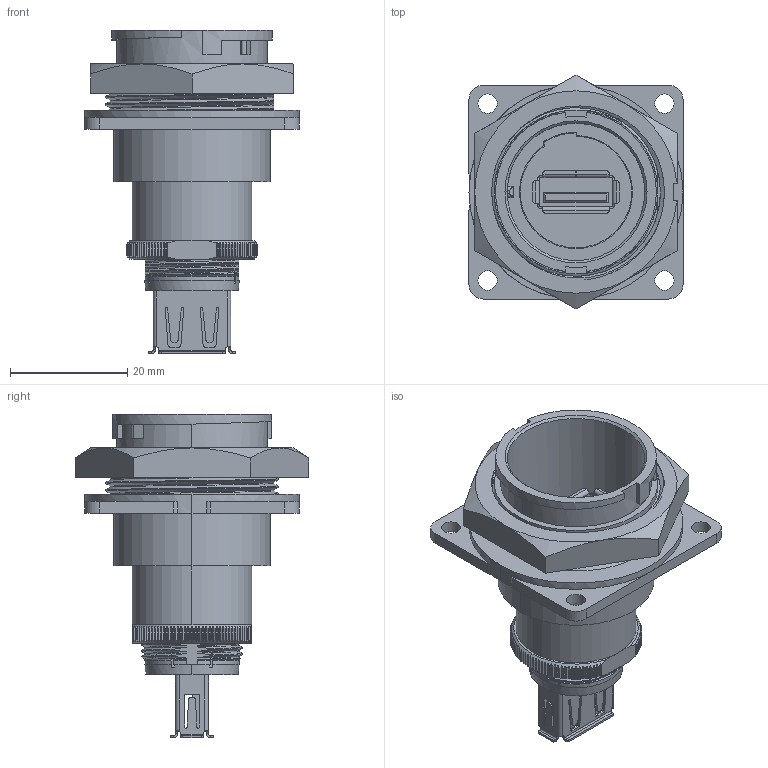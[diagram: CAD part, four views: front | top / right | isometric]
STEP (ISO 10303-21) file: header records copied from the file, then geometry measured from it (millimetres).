
FILE_DESCRIPTION (( 'STEP AP203' ), '1' );
FILE_NAME ('DCP-USBA SERIES.STEP', '2016-04-29T14:07:35', ( '' ), ( '' ), 'SwSTEP 2.0', 'SolidWorks 2014', '' );
FILE_SCHEMA (( 'CONFIG_CONTROL_DESIGN' ));
Products named in the file (1): DCP-USBA SERIES
Bounding box: 36.53 x 39.89 x 55.15 mm (x, y, z)
Volume: 16423.3 mm3; surface area: 12600.9 mm2
Topology: 2 solids, 2 shells, 1043 faces, 3019 edges, 1990 vertices
Faces by surface type: cylinder 489, plane 478, bspline 55, cone 21
Entity records: 49066 total; most frequent: CARTESIAN_POINT 22883, ORIENTED_EDGE 6034, DIRECTION 4821, EDGE_CURVE 3017, VERTEX_POINT 1990, AXIS2_PLACEMENT_3D 1703, VECTOR 1415, LINE 1415
